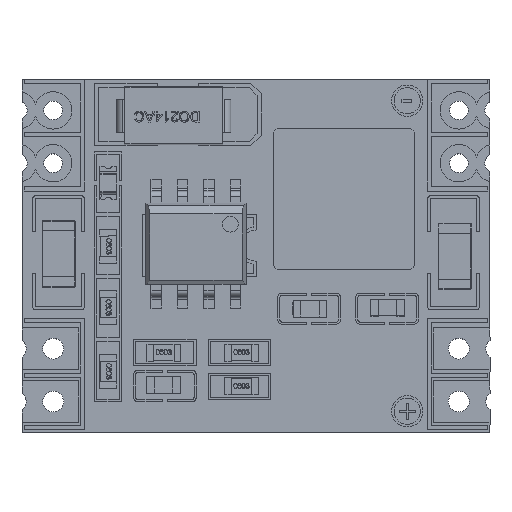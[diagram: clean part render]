
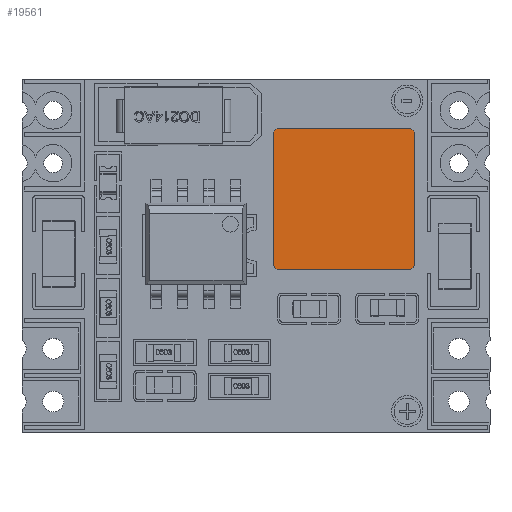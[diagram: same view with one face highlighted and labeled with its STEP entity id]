
A CAD part, top view. The second image highlights one B-rep face of the part: STEP entity #19561.
In plain terms, the highlighted planar face has unit normal (0, 0, 1).
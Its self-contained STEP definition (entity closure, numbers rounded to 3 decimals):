
#19064=CARTESIAN_POINT('',(7.582,6.006,3.75));
#19065=VERTEX_POINT('',#19064);
#19066=CARTESIAN_POINT('',(7.497,6.09,3.75));
#19067=VERTEX_POINT('',#19066);
#19068=CARTESIAN_POINT('',(7.497,6.09,3.75));
#19069=DIRECTION('',(0.707,-0.707,0.0));
#19070=VECTOR('',#19069,0.119);
#19071=LINE('',#19068,#19070);
#19072=EDGE_CURVE('',#19065,#19067,#19071,.F.);
#19104=CARTESIAN_POINT('',(7.497,-0.619,3.75));
#19105=VERTEX_POINT('',#19104);
#19106=CARTESIAN_POINT('',(7.582,-0.534,3.75));
#19107=VERTEX_POINT('',#19106);
#19108=CARTESIAN_POINT('',(7.582,-0.534,3.75));
#19109=DIRECTION('',(-0.707,-0.707,0.0));
#19110=VECTOR('',#19109,0.119);
#19111=LINE('',#19108,#19110);
#19112=EDGE_CURVE('',#19105,#19107,#19111,.F.);
#19144=CARTESIAN_POINT('',(0.958,6.09,3.75));
#19145=VERTEX_POINT('',#19144);
#19146=CARTESIAN_POINT('',(0.873,6.006,3.75));
#19147=VERTEX_POINT('',#19146);
#19148=CARTESIAN_POINT('',(0.873,6.006,3.75));
#19149=DIRECTION('',(0.707,0.707,0.0));
#19150=VECTOR('',#19149,0.119);
#19151=LINE('',#19148,#19150);
#19152=EDGE_CURVE('',#19145,#19147,#19151,.F.);
#19184=CARTESIAN_POINT('',(0.873,-0.534,3.75));
#19185=VERTEX_POINT('',#19184);
#19186=CARTESIAN_POINT('',(0.958,-0.619,3.75));
#19187=VERTEX_POINT('',#19186);
#19188=CARTESIAN_POINT('',(0.958,-0.619,3.75));
#19189=DIRECTION('',(-0.707,0.707,0.0));
#19190=VECTOR('',#19189,0.119);
#19191=LINE('',#19188,#19190);
#19192=EDGE_CURVE('',#19185,#19187,#19191,.F.);
#19224=CARTESIAN_POINT('',(7.387,6.136,3.75));
#19225=VERTEX_POINT('',#19224);
#19226=CARTESIAN_POINT('',(7.387,6.136,3.75));
#19227=DIRECTION('',(0.924,-0.383,0.0));
#19228=VECTOR('',#19227,0.119);
#19229=LINE('',#19226,#19228);
#19230=EDGE_CURVE('',#19067,#19225,#19229,.F.);
#19255=CARTESIAN_POINT('',(1.068,6.136,3.75));
#19256=VERTEX_POINT('',#19255);
#19257=CARTESIAN_POINT('',(0.958,6.09,3.75));
#19258=DIRECTION('',(0.924,0.383,0.0));
#19259=VECTOR('',#19258,0.119);
#19260=LINE('',#19257,#19259);
#19261=EDGE_CURVE('',#19256,#19145,#19260,.F.);
#19286=CARTESIAN_POINT('',(7.627,-0.424,3.75));
#19287=VERTEX_POINT('',#19286);
#19288=CARTESIAN_POINT('',(7.627,-0.424,3.75));
#19289=DIRECTION('',(-0.383,-0.924,0.0));
#19290=VECTOR('',#19289,0.119);
#19291=LINE('',#19288,#19290);
#19292=EDGE_CURVE('',#19107,#19287,#19291,.F.);
#19317=CARTESIAN_POINT('',(1.068,-0.664,3.75));
#19318=VERTEX_POINT('',#19317);
#19319=CARTESIAN_POINT('',(1.068,-0.664,3.75));
#19320=DIRECTION('',(-0.924,0.383,0.0));
#19321=VECTOR('',#19320,0.119);
#19322=LINE('',#19319,#19321);
#19323=EDGE_CURVE('',#19187,#19318,#19322,.F.);
#19348=CARTESIAN_POINT('',(7.387,-0.664,3.75));
#19349=VERTEX_POINT('',#19348);
#19350=CARTESIAN_POINT('',(7.497,-0.619,3.75));
#19351=DIRECTION('',(-0.924,-0.383,0.0));
#19352=VECTOR('',#19351,0.119);
#19353=LINE('',#19350,#19352);
#19354=EDGE_CURVE('',#19349,#19105,#19353,.F.);
#19379=CARTESIAN_POINT('',(0.827,5.895,3.75));
#19380=VERTEX_POINT('',#19379);
#19381=CARTESIAN_POINT('',(0.827,5.895,3.75));
#19382=DIRECTION('',(0.383,0.924,0.0));
#19383=VECTOR('',#19382,0.119);
#19384=LINE('',#19381,#19383);
#19385=EDGE_CURVE('',#19147,#19380,#19384,.F.);
#19410=CARTESIAN_POINT('',(0.827,-0.424,3.75));
#19411=VERTEX_POINT('',#19410);
#19412=CARTESIAN_POINT('',(0.873,-0.534,3.75));
#19413=DIRECTION('',(-0.383,0.924,0.0));
#19414=VECTOR('',#19413,0.119);
#19415=LINE('',#19412,#19414);
#19416=EDGE_CURVE('',#19411,#19185,#19415,.F.);
#19442=CARTESIAN_POINT('',(7.387,6.136,3.75));
#19443=DIRECTION('',(-1.0,0.0,0.0));
#19444=VECTOR('',#19443,6.319);
#19445=LINE('',#19442,#19444);
#19446=EDGE_CURVE('',#19256,#19225,#19445,.F.);
#19463=CARTESIAN_POINT('',(7.627,5.895,3.75));
#19464=VERTEX_POINT('',#19463);
#19473=CARTESIAN_POINT('',(7.627,-0.424,3.75));
#19474=DIRECTION('',(0.0,1.0,0.0));
#19475=VECTOR('',#19474,6.319);
#19476=LINE('',#19473,#19475);
#19477=EDGE_CURVE('',#19464,#19287,#19476,.F.);
#19495=CARTESIAN_POINT('',(7.387,-0.664,3.75));
#19496=DIRECTION('',(-1.0,0.0,0.0));
#19497=VECTOR('',#19496,6.319);
#19498=LINE('',#19495,#19497);
#19499=EDGE_CURVE('',#19349,#19318,#19498,.T.);
#19517=CARTESIAN_POINT('',(0.827,-0.424,3.75));
#19518=DIRECTION('',(0.0,1.0,0.0));
#19519=VECTOR('',#19518,6.319);
#19520=LINE('',#19517,#19519);
#19521=EDGE_CURVE('',#19411,#19380,#19520,.T.);
#19533=CARTESIAN_POINT('',(0.827,5.836,3.75));
#19534=DIRECTION('',(0.0,0.0,-1.0));
#19535=DIRECTION('',(-1.0,0.0,0.0));
#19536=AXIS2_PLACEMENT_3D('',#19533,#19534,#19535);
#19537=PLANE('',#19536);
#19538=ORIENTED_EDGE('',*,*,#19416,.T.);
#19539=ORIENTED_EDGE('',*,*,#19192,.T.);
#19540=ORIENTED_EDGE('',*,*,#19323,.T.);
#19541=ORIENTED_EDGE('',*,*,#19499,.F.);
#19542=ORIENTED_EDGE('',*,*,#19354,.T.);
#19543=ORIENTED_EDGE('',*,*,#19112,.T.);
#19544=ORIENTED_EDGE('',*,*,#19292,.T.);
#19545=ORIENTED_EDGE('',*,*,#19477,.F.);
#19546=CARTESIAN_POINT('',(7.582,6.006,3.75));
#19547=DIRECTION('',(0.383,-0.924,0.0));
#19548=VECTOR('',#19547,0.119);
#19549=LINE('',#19546,#19548);
#19550=EDGE_CURVE('',#19464,#19065,#19549,.F.);
#19551=ORIENTED_EDGE('',*,*,#19550,.T.);
#19552=ORIENTED_EDGE('',*,*,#19072,.T.);
#19553=ORIENTED_EDGE('',*,*,#19230,.T.);
#19554=ORIENTED_EDGE('',*,*,#19446,.F.);
#19555=ORIENTED_EDGE('',*,*,#19261,.T.);
#19556=ORIENTED_EDGE('',*,*,#19152,.T.);
#19557=ORIENTED_EDGE('',*,*,#19385,.T.);
#19558=ORIENTED_EDGE('',*,*,#19521,.F.);
#19559=EDGE_LOOP('',(#19538,#19539,#19540,#19541,#19542,#19543,#19544,#19545,#19551,#19552,#19553,#19554,#19555,#19556,#19557,#19558));
#19560=FACE_OUTER_BOUND('',#19559,.T.);
#19561=ADVANCED_FACE('',(#19560),#19537,.F.);
